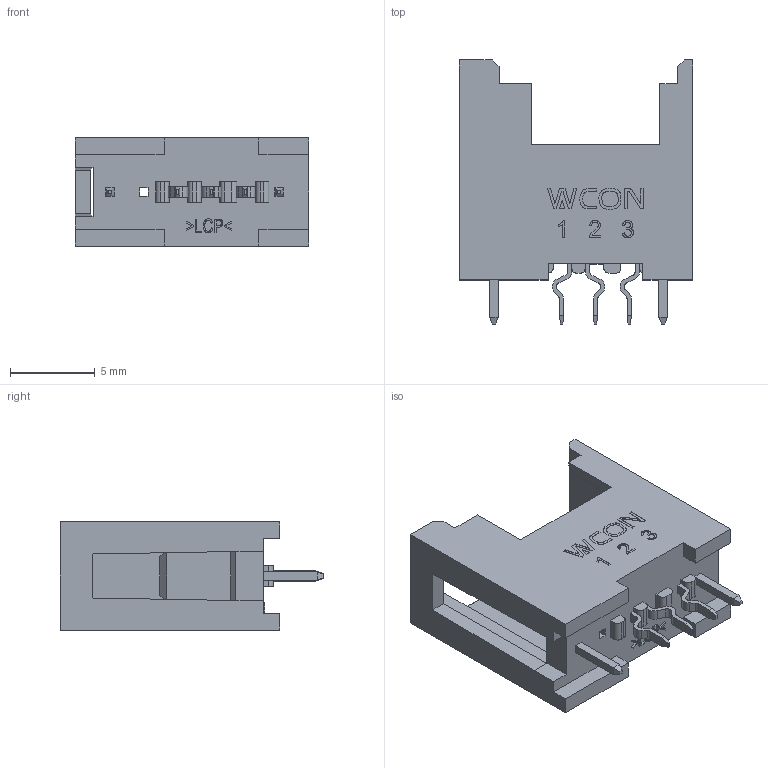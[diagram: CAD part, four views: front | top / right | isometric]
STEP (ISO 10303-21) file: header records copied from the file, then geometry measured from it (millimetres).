
FILE_DESCRIPTION( ('This file contains a STEP AP42 implementation' ,'as created by ZW3D STEP Interface translator.') ,'2;1' );
FILE_NAME( '5372-1S03XXBX02W.stp' ,'2312 4.1041 6', (''), ('ZWCAD Software Co.'), 'Version 1.0', 'ZW3D to STEP translator', '' );
FILE_SCHEMA(('AUTOMOTIVE_DESIGN { 1 0 10303 214 1 1 1 1 }'));
Length unit declared in the file: millimetre
Products named in the file (2): 0; 5372-1S03XXBX02W.stpWZH
Bounding box: 13.8 x 15.6 x 6.4 mm (x, y, z)
Volume: 467.8 mm3; surface area: 1001.3 mm2
Topology: 1 solids, 9 shells, 463 faces, 1209 edges, 784 vertices
Faces by surface type: plane 326, bspline 121, cylinder 16
Entity records: 15910 total; most frequent: CARTESIAN_POINT 4746, ORIENTED_EDGE 2418, DIRECTION 1793, EDGE_CURVE 1209, VECTOR 927, LINE 927, VERTEX_POINT 784, EDGE_LOOP 487
